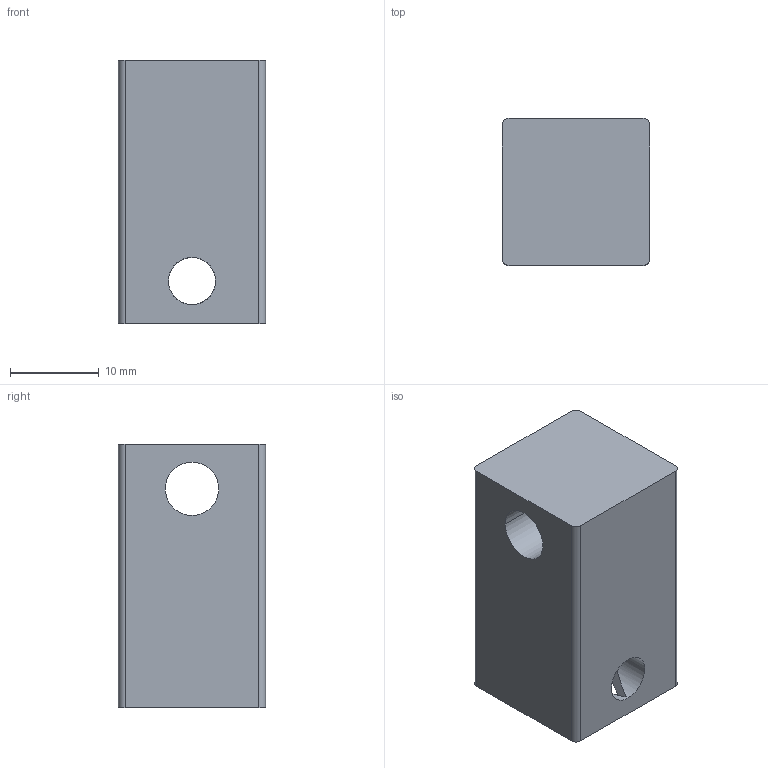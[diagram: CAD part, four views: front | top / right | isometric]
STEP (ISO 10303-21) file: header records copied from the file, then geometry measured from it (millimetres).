
FILE_DESCRIPTION (( 'STEP AP203' ), '1' );
FILE_NAME ('crank_shaft_5-1.step', '2023-09-10T03:19:48', ( '' ), ( '' ), 'SwSTEP 2.0', 'SolidWorks 2023', '' );
FILE_SCHEMA (( 'CONFIG_CONTROL_DESIGN' ));
Length unit declared in the file: millimetre
Products named in the file (1): crank_shaft_5-1
Bounding box: 16.55 x 16.55 x 29.63 mm (x, y, z)
Volume: 6001.7 mm3; surface area: 3573.4 mm2
Topology: 1 solids, 1 shells, 385 faces, 830 edges, 452 vertices
Faces by surface type: plane 345, bspline 28, cylinder 12
Entity records: 11327 total; most frequent: CARTESIAN_POINT 3608, ORIENTED_EDGE 1660, DIRECTION 1396, EDGE_CURVE 830, VECTOR 644, LINE 644, VERTEX_POINT 452, EDGE_LOOP 396
